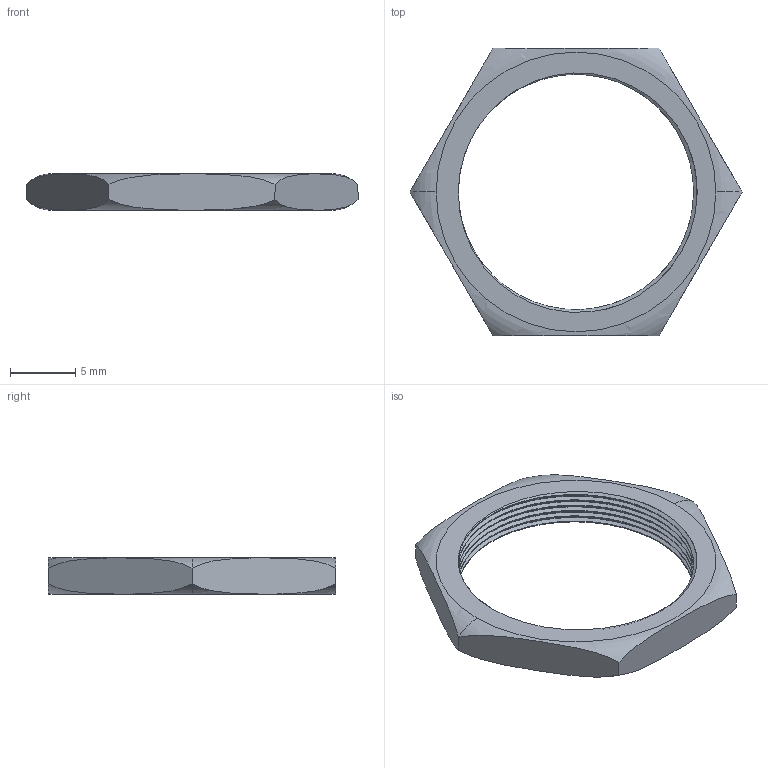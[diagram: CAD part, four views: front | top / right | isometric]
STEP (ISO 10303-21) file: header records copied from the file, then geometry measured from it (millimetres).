
FILE_DESCRIPTION (( 'STEP AP203' ), '1' );
FILE_NAME ('Emergency Stop Button Nut.STEP', '2018-04-20T08:58:33', ( 'MEF1984' ), ( '' ), 'SwSTEP 2.0', 'SolidWorks 2017', '' );
FILE_SCHEMA (( 'CONFIG_CONTROL_DESIGN' ));
Length unit declared in the file: millimetre
Products named in the file (1): Emergency Stop Button Nut
Bounding box: 25.4 x 22 x 2.8 mm (x, y, z)
Volume: 424.9 mm3; surface area: 761.9 mm2
Topology: 1 solids, 1 shells, 27 faces, 71 edges, 46 vertices
Faces by surface type: cylinder 12, plane 8, torus 4, bspline 3
Entity records: 2141 total; most frequent: CARTESIAN_POINT 1508, ORIENTED_EDGE 142, DIRECTION 87, EDGE_CURVE 71, VERTEX_POINT 46, AXIS2_PLACEMENT_3D 35, EDGE_LOOP 29, ADVANCED_FACE 27
